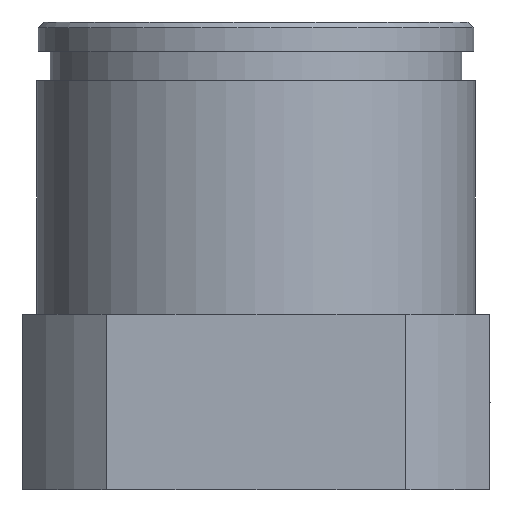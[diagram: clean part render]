
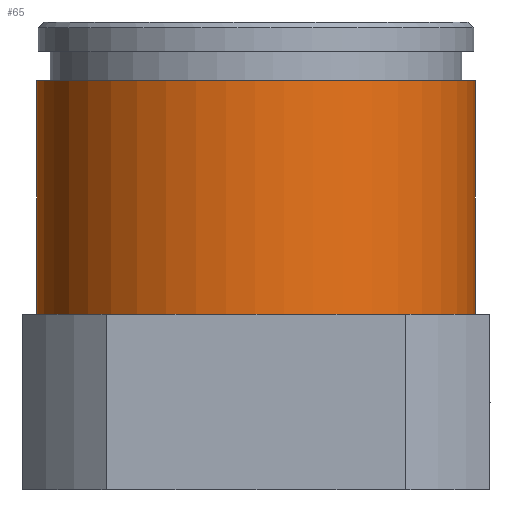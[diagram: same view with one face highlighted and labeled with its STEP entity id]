
A CAD part, front view. The second image highlights one B-rep face of the part: STEP entity #65.
In plain terms, the highlighted free-form (B-spline) face has degree [2, 1] with [5, 2] control points.
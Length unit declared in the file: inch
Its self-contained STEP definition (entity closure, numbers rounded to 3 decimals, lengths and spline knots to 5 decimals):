
#65=ADVANCED_FACE($,(#122),#799,.T.);
#122=FACE_OUTER_BOUND($,#181,.T.);
#181=EDGE_LOOP($,(#438,#439,#440,#441));
#438=ORIENTED_EDGE($,*,*,#636,.T.);
#439=ORIENTED_EDGE($,*,*,#500,.T.);
#440=ORIENTED_EDGE($,*,*,#638,.F.);
#441=ORIENTED_EDGE($,*,*,#637,.F.);
#500=EDGE_CURVE($,#655,#654,#856,.T.);
#636=EDGE_CURVE($,#740,#655,#849,.T.);
#637=EDGE_CURVE($,#740,#741,#950,.T.);
#638=EDGE_CURVE($,#741,#654,#850,.T.);
#654=VERTEX_POINT($,#2174);
#655=VERTEX_POINT($,#2175);
#740=VERTEX_POINT($,#2260);
#741=VERTEX_POINT($,#2261);
#799=(
BOUNDED_SURFACE()
B_SPLINE_SURFACE(2,1,((#2094,#2095),(#2096,#2097),(#2098,#2099),(#2100,#2101),
(#2102,#2103)),.UNSPECIFIED.,.F.,.F.,.F.)
B_SPLINE_SURFACE_WITH_KNOTS((3,2,3),(2,2),(3.14159,4.71239,
6.28319),(0.13514,0.53514),.UNSPECIFIED.)
GEOMETRIC_REPRESENTATION_ITEM()
RATIONAL_B_SPLINE_SURFACE(((1.,1.),(0.707,0.707),
(1.,1.),(0.707,0.707),(1.,1.)))
REPRESENTATION_ITEM($)
SURFACE()
);
#849=(
BOUNDED_CURVE()
B_SPLINE_CURVE(2,(#1677,#1678,#1679,#1680,#1681),.UNSPECIFIED.,.F.,.F.)
B_SPLINE_CURVE_WITH_KNOTS((3,2,3),(3.14159,4.71239,6.28319),
.UNSPECIFIED.)
CURVE()
GEOMETRIC_REPRESENTATION_ITEM()
RATIONAL_B_SPLINE_CURVE((1.,0.707,1.,0.707,1.))
REPRESENTATION_ITEM($)
);
#850=(
BOUNDED_CURVE()
B_SPLINE_CURVE(2,(#1684,#1685,#1686,#1687,#1688),.UNSPECIFIED.,.F.,.F.)
B_SPLINE_CURVE_WITH_KNOTS((3,2,3),(3.14159,4.71239,6.28319),
.UNSPECIFIED.)
CURVE()
GEOMETRIC_REPRESENTATION_ITEM()
RATIONAL_B_SPLINE_CURVE((1.,0.707,1.,0.707,1.))
REPRESENTATION_ITEM($)
);
#856=B_SPLINE_CURVE_WITH_KNOTS($,1,(#1091,#1092),.UNSPECIFIED.,.F.,.F.,(2,
2),(0.13514,0.53514),.UNSPECIFIED.);
#950=B_SPLINE_CURVE_WITH_KNOTS($,1,(#1682,#1683),.UNSPECIFIED.,.F.,.F.,(2,
2),(0.13514,0.53514),.UNSPECIFIED.);
#1091=CARTESIAN_POINT($,(-0.375,0.,0.7));
#1092=CARTESIAN_POINT($,(-0.375,0.,0.3));
#1677=CARTESIAN_POINT($,(0.375,0.,0.7));
#1678=CARTESIAN_POINT($,(0.375,-0.375,0.7));
#1679=CARTESIAN_POINT($,(0.,-0.375,0.7));
#1680=CARTESIAN_POINT($,(-0.375,-0.375,0.7));
#1681=CARTESIAN_POINT($,(-0.375,0.,0.7));
#1682=CARTESIAN_POINT($,(0.375,0.,0.7));
#1683=CARTESIAN_POINT($,(0.375,0.,0.3));
#1684=CARTESIAN_POINT($,(0.375,0.,0.3));
#1685=CARTESIAN_POINT($,(0.375,-0.375,0.3));
#1686=CARTESIAN_POINT($,(0.,-0.375,0.3));
#1687=CARTESIAN_POINT($,(-0.375,-0.375,0.3));
#1688=CARTESIAN_POINT($,(-0.375,0.,0.3));
#2094=CARTESIAN_POINT($,(0.375,0.,0.7));
#2095=CARTESIAN_POINT($,(0.375,0.,0.3));
#2096=CARTESIAN_POINT($,(0.375,-0.375,0.7));
#2097=CARTESIAN_POINT($,(0.375,-0.375,0.3));
#2098=CARTESIAN_POINT($,(0.,-0.375,0.7));
#2099=CARTESIAN_POINT($,(0.,-0.375,0.3));
#2100=CARTESIAN_POINT($,(-0.375,-0.375,0.7));
#2101=CARTESIAN_POINT($,(-0.375,-0.375,0.3));
#2102=CARTESIAN_POINT($,(-0.375,0.,0.7));
#2103=CARTESIAN_POINT($,(-0.375,0.,0.3));
#2174=CARTESIAN_POINT($,(-0.375,0.,0.3));
#2175=CARTESIAN_POINT($,(-0.375,0.,0.7));
#2260=CARTESIAN_POINT($,(0.375,0.,0.7));
#2261=CARTESIAN_POINT($,(0.375,0.,0.3));
